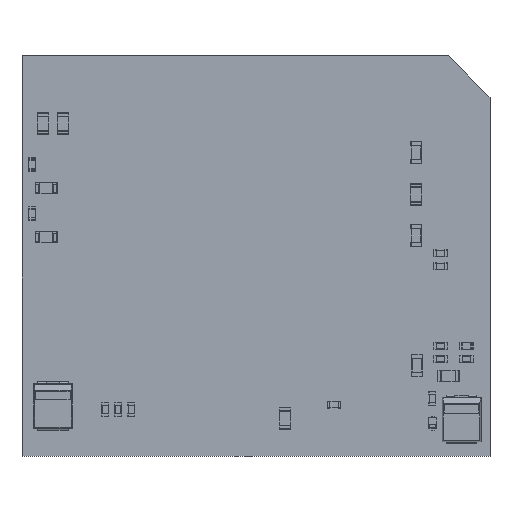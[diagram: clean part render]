
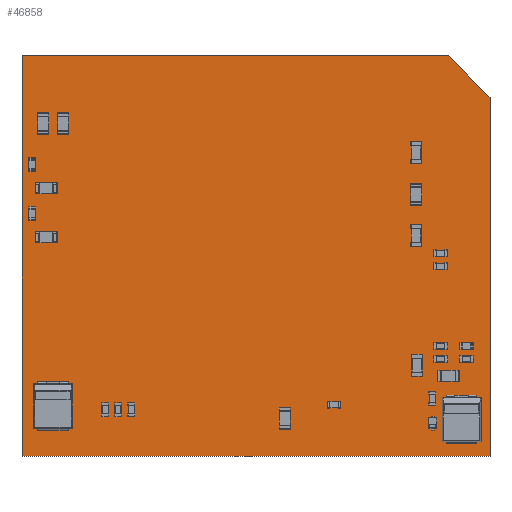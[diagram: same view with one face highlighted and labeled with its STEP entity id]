
A CAD part, top view. The second image highlights one B-rep face of the part: STEP entity #46858.
In plain terms, the highlighted planar face has unit normal (0, 0, 1).
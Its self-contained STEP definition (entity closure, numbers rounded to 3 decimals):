
#46467 = VERTEX_POINT('',#46468);
#46468 = CARTESIAN_POINT('',(30.9,0.,1.6));
#46475 = PLANE('',#46476);
#46476 = AXIS2_PLACEMENT_3D('',#46477,#46478,#46479);
#46477 = CARTESIAN_POINT('',(30.9,0.,0.));
#46478 = DIRECTION('',(0.,-1.,0.));
#46479 = DIRECTION('',(-1.,0.,0.));
#46487 = PLANE('',#46488);
#46488 = AXIS2_PLACEMENT_3D('',#46489,#46490,#46491);
#46489 = CARTESIAN_POINT('',(33.9,-3.,0.));
#46490 = DIRECTION('',(-0.707,-0.707,0.));
#46491 = DIRECTION('',(-0.707,0.707,0.));
#46499 = EDGE_CURVE('',#46467,#46500,#46502,.T.);
#46500 = VERTEX_POINT('',#46501);
#46501 = CARTESIAN_POINT('',(0.,0.,1.6));
#46502 = SURFACE_CURVE('',#46503,(#46507,#46514),.PCURVE_S1.);
#46503 = LINE('',#46504,#46505);
#46504 = CARTESIAN_POINT('',(30.9,0.,1.6));
#46505 = VECTOR('',#46506,1.);
#46506 = DIRECTION('',(-1.,0.,0.));
#46507 = PCURVE('',#46475,#46508);
#46508 = DEFINITIONAL_REPRESENTATION('',(#46509),#46513);
#46509 = LINE('',#46510,#46511);
#46510 = CARTESIAN_POINT('',(0.,-1.6));
#46511 = VECTOR('',#46512,1.);
#46512 = DIRECTION('',(1.,0.));
#46513 = ( GEOMETRIC_REPRESENTATION_CONTEXT(2) 
PARAMETRIC_REPRESENTATION_CONTEXT() REPRESENTATION_CONTEXT('2D SPACE',''
  ) );
#46514 = PCURVE('',#46515,#46520);
#46515 = PLANE('',#46516);
#46516 = AXIS2_PLACEMENT_3D('',#46517,#46518,#46519);
#46517 = CARTESIAN_POINT('',(16.695,-14.72,1.6));
#46518 = DIRECTION('',(0.,0.,1.));
#46519 = DIRECTION('',(1.,0.,0.));
#46520 = DEFINITIONAL_REPRESENTATION('',(#46521),#46525);
#46521 = LINE('',#46522,#46523);
#46522 = CARTESIAN_POINT('',(14.205,14.72));
#46523 = VECTOR('',#46524,1.);
#46524 = DIRECTION('',(-1.,0.));
#46525 = ( GEOMETRIC_REPRESENTATION_CONTEXT(2) 
PARAMETRIC_REPRESENTATION_CONTEXT() REPRESENTATION_CONTEXT('2D SPACE',''
  ) );
#46543 = PLANE('',#46544);
#46544 = AXIS2_PLACEMENT_3D('',#46545,#46546,#46547);
#46545 = CARTESIAN_POINT('',(0.,0.,0.));
#46546 = DIRECTION('',(1.,0.,0.));
#46547 = DIRECTION('',(0.,-1.,0.));
#46585 = EDGE_CURVE('',#46500,#46586,#46588,.T.);
#46586 = VERTEX_POINT('',#46587);
#46587 = CARTESIAN_POINT('',(0.,-29.,1.6));
#46588 = SURFACE_CURVE('',#46589,(#46593,#46600),.PCURVE_S1.);
#46589 = LINE('',#46590,#46591);
#46590 = CARTESIAN_POINT('',(0.,0.,1.6));
#46591 = VECTOR('',#46592,1.);
#46592 = DIRECTION('',(0.,-1.,0.));
#46593 = PCURVE('',#46543,#46594);
#46594 = DEFINITIONAL_REPRESENTATION('',(#46595),#46599);
#46595 = LINE('',#46596,#46597);
#46596 = CARTESIAN_POINT('',(0.,-1.6));
#46597 = VECTOR('',#46598,1.);
#46598 = DIRECTION('',(1.,0.));
#46599 = ( GEOMETRIC_REPRESENTATION_CONTEXT(2) 
PARAMETRIC_REPRESENTATION_CONTEXT() REPRESENTATION_CONTEXT('2D SPACE',''
  ) );
#46600 = PCURVE('',#46515,#46601);
#46601 = DEFINITIONAL_REPRESENTATION('',(#46602),#46606);
#46602 = LINE('',#46603,#46604);
#46603 = CARTESIAN_POINT('',(-16.695,14.72));
#46604 = VECTOR('',#46605,1.);
#46605 = DIRECTION('',(0.,-1.));
#46606 = ( GEOMETRIC_REPRESENTATION_CONTEXT(2) 
PARAMETRIC_REPRESENTATION_CONTEXT() REPRESENTATION_CONTEXT('2D SPACE',''
  ) );
#46624 = PLANE('',#46625);
#46625 = AXIS2_PLACEMENT_3D('',#46626,#46627,#46628);
#46626 = CARTESIAN_POINT('',(0.,-29.,0.));
#46627 = DIRECTION('',(0.,1.,0.));
#46628 = DIRECTION('',(1.,0.,0.));
#46661 = EDGE_CURVE('',#46586,#46662,#46664,.T.);
#46662 = VERTEX_POINT('',#46663);
#46663 = CARTESIAN_POINT('',(33.9,-29.,1.6));
#46664 = SURFACE_CURVE('',#46665,(#46669,#46676),.PCURVE_S1.);
#46665 = LINE('',#46666,#46667);
#46666 = CARTESIAN_POINT('',(0.,-29.,1.6));
#46667 = VECTOR('',#46668,1.);
#46668 = DIRECTION('',(1.,0.,0.));
#46669 = PCURVE('',#46624,#46670);
#46670 = DEFINITIONAL_REPRESENTATION('',(#46671),#46675);
#46671 = LINE('',#46672,#46673);
#46672 = CARTESIAN_POINT('',(0.,-1.6));
#46673 = VECTOR('',#46674,1.);
#46674 = DIRECTION('',(1.,0.));
#46675 = ( GEOMETRIC_REPRESENTATION_CONTEXT(2) 
PARAMETRIC_REPRESENTATION_CONTEXT() REPRESENTATION_CONTEXT('2D SPACE',''
  ) );
#46676 = PCURVE('',#46515,#46677);
#46677 = DEFINITIONAL_REPRESENTATION('',(#46678),#46682);
#46678 = LINE('',#46679,#46680);
#46679 = CARTESIAN_POINT('',(-16.695,-14.28));
#46680 = VECTOR('',#46681,1.);
#46681 = DIRECTION('',(1.,0.));
#46682 = ( GEOMETRIC_REPRESENTATION_CONTEXT(2) 
PARAMETRIC_REPRESENTATION_CONTEXT() REPRESENTATION_CONTEXT('2D SPACE',''
  ) );
#46700 = PLANE('',#46701);
#46701 = AXIS2_PLACEMENT_3D('',#46702,#46703,#46704);
#46702 = CARTESIAN_POINT('',(33.9,-29.,0.));
#46703 = DIRECTION('',(-1.,0.,0.));
#46704 = DIRECTION('',(0.,1.,0.));
#46737 = EDGE_CURVE('',#46662,#46738,#46740,.T.);
#46738 = VERTEX_POINT('',#46739);
#46739 = CARTESIAN_POINT('',(33.9,-3.,1.6));
#46740 = SURFACE_CURVE('',#46741,(#46745,#46752),.PCURVE_S1.);
#46741 = LINE('',#46742,#46743);
#46742 = CARTESIAN_POINT('',(33.9,-29.,1.6));
#46743 = VECTOR('',#46744,1.);
#46744 = DIRECTION('',(0.,1.,0.));
#46745 = PCURVE('',#46700,#46746);
#46746 = DEFINITIONAL_REPRESENTATION('',(#46747),#46751);
#46747 = LINE('',#46748,#46749);
#46748 = CARTESIAN_POINT('',(0.,-1.6));
#46749 = VECTOR('',#46750,1.);
#46750 = DIRECTION('',(1.,0.));
#46751 = ( GEOMETRIC_REPRESENTATION_CONTEXT(2) 
PARAMETRIC_REPRESENTATION_CONTEXT() REPRESENTATION_CONTEXT('2D SPACE',''
  ) );
#46752 = PCURVE('',#46515,#46753);
#46753 = DEFINITIONAL_REPRESENTATION('',(#46754),#46758);
#46754 = LINE('',#46755,#46756);
#46755 = CARTESIAN_POINT('',(17.205,-14.28));
#46756 = VECTOR('',#46757,1.);
#46757 = DIRECTION('',(0.,1.));
#46758 = ( GEOMETRIC_REPRESENTATION_CONTEXT(2) 
PARAMETRIC_REPRESENTATION_CONTEXT() REPRESENTATION_CONTEXT('2D SPACE',''
  ) );
#46808 = EDGE_CURVE('',#46738,#46467,#46809,.T.);
#46809 = SURFACE_CURVE('',#46810,(#46814,#46821),.PCURVE_S1.);
#46810 = LINE('',#46811,#46812);
#46811 = CARTESIAN_POINT('',(33.9,-3.,1.6));
#46812 = VECTOR('',#46813,1.);
#46813 = DIRECTION('',(-0.707,0.707,0.));
#46814 = PCURVE('',#46487,#46815);
#46815 = DEFINITIONAL_REPRESENTATION('',(#46816),#46820);
#46816 = LINE('',#46817,#46818);
#46817 = CARTESIAN_POINT('',(0.,-1.6));
#46818 = VECTOR('',#46819,1.);
#46819 = DIRECTION('',(1.,0.));
#46820 = ( GEOMETRIC_REPRESENTATION_CONTEXT(2) 
PARAMETRIC_REPRESENTATION_CONTEXT() REPRESENTATION_CONTEXT('2D SPACE',''
  ) );
#46821 = PCURVE('',#46515,#46822);
#46822 = DEFINITIONAL_REPRESENTATION('',(#46823),#46827);
#46823 = LINE('',#46824,#46825);
#46824 = CARTESIAN_POINT('',(17.205,11.72));
#46825 = VECTOR('',#46826,1.);
#46826 = DIRECTION('',(-0.707,0.707));
#46827 = ( GEOMETRIC_REPRESENTATION_CONTEXT(2) 
PARAMETRIC_REPRESENTATION_CONTEXT() REPRESENTATION_CONTEXT('2D SPACE',''
  ) );
#46858 = ADVANCED_FACE('',(#46859),#46515,.T.);
#46859 = FACE_BOUND('',#46860,.T.);
#46860 = EDGE_LOOP('',(#46861,#46862,#46863,#46864,#46865));
#46861 = ORIENTED_EDGE('',*,*,#46499,.T.);
#46862 = ORIENTED_EDGE('',*,*,#46585,.T.);
#46863 = ORIENTED_EDGE('',*,*,#46661,.T.);
#46864 = ORIENTED_EDGE('',*,*,#46737,.T.);
#46865 = ORIENTED_EDGE('',*,*,#46808,.T.);
